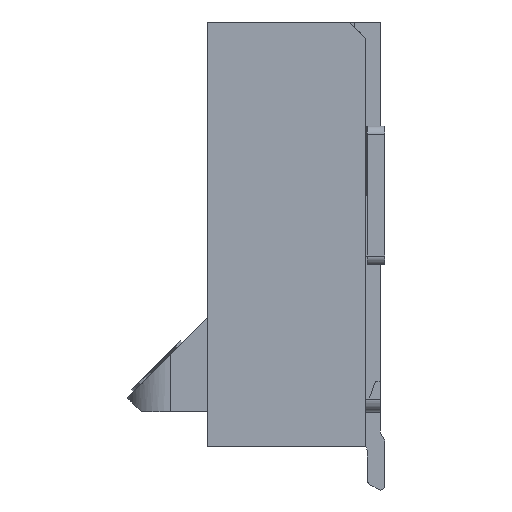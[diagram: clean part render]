
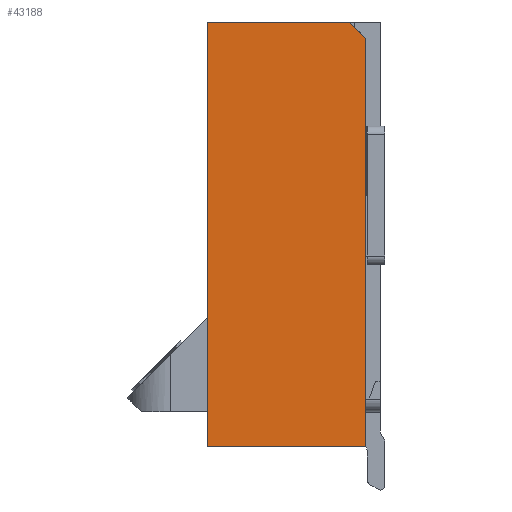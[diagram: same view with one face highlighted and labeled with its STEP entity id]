
A CAD part, left-side view. The second image highlights one B-rep face of the part: STEP entity #43188.
In plain terms, the highlighted planar face has unit normal (-1, 0, 0).
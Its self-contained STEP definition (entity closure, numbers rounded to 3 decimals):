
#973 = LINE ( 'NONE', #31293, #31810 ) ;
#1804 = VERTEX_POINT ( 'NONE', #27664 ) ;
#2463 = CARTESIAN_POINT ( 'NONE',  ( -3.75, 2., -4.9 ) ) ;
#3032 = VECTOR ( 'NONE', #10627, 1000. ) ;
#3735 = DIRECTION ( 'NONE',  ( 0., 0., 1. ) ) ;
#4959 = VERTEX_POINT ( 'NONE', #39704 ) ;
#7684 = PLANE ( 'NONE',  #23609 ) ;
#10627 = DIRECTION ( 'NONE',  ( 0., 0., 1. ) ) ;
#13070 = CARTESIAN_POINT ( 'NONE',  ( -3.75, 2., -4.9 ) ) ;
#14134 = DIRECTION ( 'NONE',  ( -1., 0., 0. ) ) ;
#14214 = VECTOR ( 'NONE', #31125, 1000. ) ;
#17367 = EDGE_CURVE ( 'NONE', #21488, #1804, #25543, .T. ) ;
#18638 = CARTESIAN_POINT ( 'NONE',  ( -3.75, 2., 0. ) ) ;
#19305 = DIRECTION ( 'NONE',  ( 0., 0.707, 0.707 ) ) ;
#19920 = ORIENTED_EDGE ( 'NONE', *, *, #44064, .F. ) ;
#21488 = VERTEX_POINT ( 'NONE', #38491 ) ;
#21525 = VECTOR ( 'NONE', #47706, 1000. ) ;
#22222 = ORIENTED_EDGE ( 'NONE', *, *, #44306, .T. ) ;
#22680 = ORIENTED_EDGE ( 'NONE', *, *, #47810, .T. ) ;
#23609 = AXIS2_PLACEMENT_3D ( 'NONE', #18638, #14134, #3735 ) ;
#25543 = LINE ( 'NONE', #40675, #3032 ) ;
#25588 = FACE_OUTER_BOUND ( 'NONE', #39803, .T. ) ;
#25779 = VECTOR ( 'NONE', #19305, 1000. ) ;
#26408 = VERTEX_POINT ( 'NONE', #13070 ) ;
#27019 = LINE ( 'NONE', #27515, #25779 ) ;
#27515 = CARTESIAN_POINT ( 'NONE',  ( -3.75, 0.17, -0.19 ) ) ;
#27664 = CARTESIAN_POINT ( 'NONE',  ( -3.75, 0.17, -0.19 ) ) ;
#28029 = CARTESIAN_POINT ( 'NONE',  ( -3.75, 0.36, 0. ) ) ;
#28779 = EDGE_CURVE ( 'NONE', #4959, #44154, #47945, .T. ) ;
#31125 = DIRECTION ( 'NONE',  ( 0., -1., 0. ) ) ;
#31293 = CARTESIAN_POINT ( 'NONE',  ( -3.75, 2., 0. ) ) ;
#31810 = VECTOR ( 'NONE', #46430, 1000. ) ;
#38491 = CARTESIAN_POINT ( 'NONE',  ( -3.75, 0.17, -4.9 ) ) ;
#38568 = ORIENTED_EDGE ( 'NONE', *, *, #17367, .T. ) ;
#39536 = CARTESIAN_POINT ( 'NONE',  ( -3.75, 0., 0. ) ) ;
#39704 = CARTESIAN_POINT ( 'NONE',  ( -3.75, 2., 0. ) ) ;
#39803 = EDGE_LOOP ( 'NONE', ( #22680, #38568, #22222, #45921, #19920 ) ) ;
#40675 = CARTESIAN_POINT ( 'NONE',  ( -3.75, 0.17, 0. ) ) ;
#43188 = ADVANCED_FACE ( 'NONE', ( #25588 ), #7684, .T. ) ;
#43904 = LINE ( 'NONE', #2463, #14214 ) ;
#44064 = EDGE_CURVE ( 'NONE', #26408, #4959, #973, .T. ) ;
#44154 = VERTEX_POINT ( 'NONE', #28029 ) ;
#44306 = EDGE_CURVE ( 'NONE', #1804, #44154, #27019, .T. ) ;
#45921 = ORIENTED_EDGE ( 'NONE', *, *, #28779, .F. ) ;
#46430 = DIRECTION ( 'NONE',  ( 0., 0., 1. ) ) ;
#47706 = DIRECTION ( 'NONE',  ( 0., -1., 0. ) ) ;
#47810 = EDGE_CURVE ( 'NONE', #26408, #21488, #43904, .T. ) ;
#47945 = LINE ( 'NONE', #39536, #21525 ) ;
